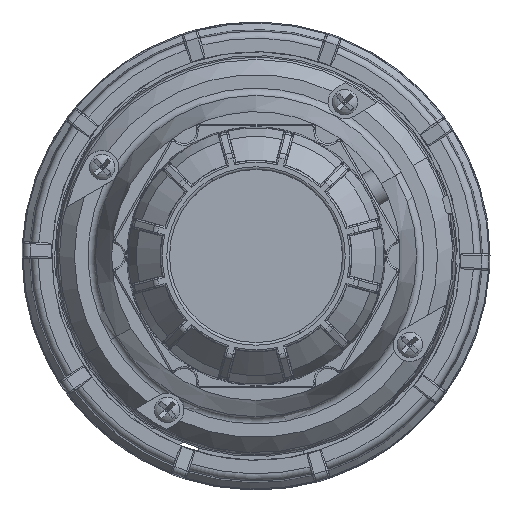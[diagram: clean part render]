
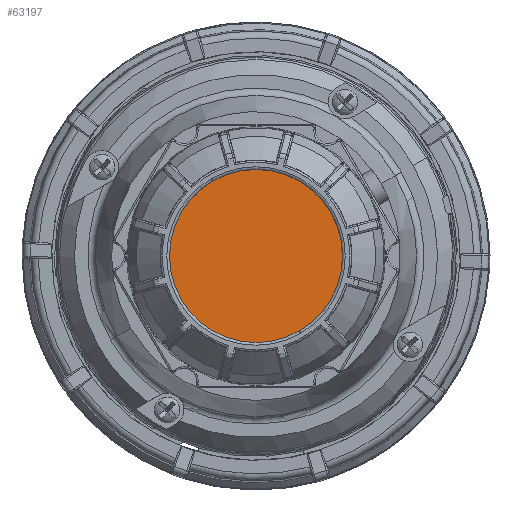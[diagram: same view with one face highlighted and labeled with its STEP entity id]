
A CAD part, left-side view. The second image highlights one B-rep face of the part: STEP entity #63197.
In plain terms, the highlighted planar face has unit normal (-1, 0, 0).
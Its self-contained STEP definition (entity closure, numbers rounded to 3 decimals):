
#47830=CARTESIAN_POINT('',(-278.924,0.,
0.));
#47831=DIRECTION('',(1.,0.,0.));
#47832=DIRECTION('',(0.,0.5,0.866));
#47833=AXIS2_PLACEMENT_3D('',#47830,#47831,#47832);
#48208=CARTESIAN_POINT('',(-278.924,0.,
0.));
#48209=DIRECTION('',(1.,0.,0.));
#48210=DIRECTION('',(0.,-0.5,-0.866));
#48211=AXIS2_PLACEMENT_3D('',#48208,#48209,#48210);
#52588=CARTESIAN_POINT('',(-278.924,11.925,
20.655));
#52589=CARTESIAN_POINT('',(-278.924,-11.925,
-20.655));
#52590=VERTEX_POINT('',#52588);
#52591=VERTEX_POINT('',#52589);
#63188=CARTESIAN_POINT('',(-278.924,0.,
0.));
#63189=DIRECTION('',(1.,0.,0.));
#63190=DIRECTION('',(0.,0.5,0.866));
#63191=AXIS2_PLACEMENT_3D('',#63188,#63189,#63190);
#63192=PLANE('',#63191);
#63193=ORIENTED_EDGE('',*,*,#53723,.T.);
#63194=ORIENTED_EDGE('',*,*,#54219,.T.);
#63195=EDGE_LOOP('',(#63193,#63194));
#63196=FACE_OUTER_BOUND('',#63195,.F.);
#47834=CIRCLE('',#47833,23.85);
#48212=CIRCLE('',#48211,23.85);
#53723=EDGE_CURVE('',#52590,#52591,#47834,.T.);
#54219=EDGE_CURVE('',#52591,#52590,#48212,.T.);
#63197=ADVANCED_FACE('',(#63196),#63192,.F.);
